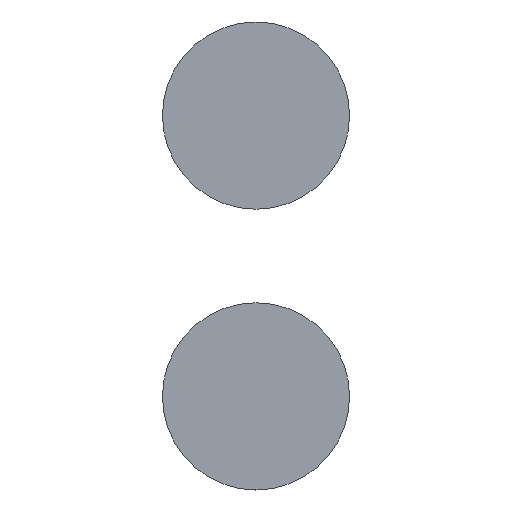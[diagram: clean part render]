
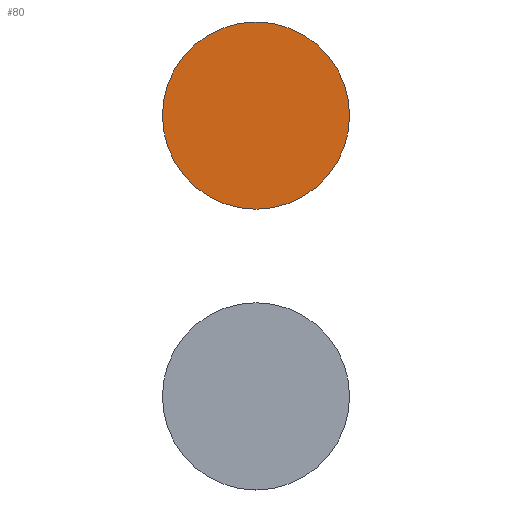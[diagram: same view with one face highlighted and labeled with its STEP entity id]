
A CAD part, top view. The second image highlights one B-rep face of the part: STEP entity #80.
In plain terms, the highlighted planar face has unit normal (0, 0, 1).
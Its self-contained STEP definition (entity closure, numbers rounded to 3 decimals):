
#31=PLANE('',#116);
#36=FACE_OUTER_BOUND('',#42,.T.);
#42=EDGE_LOOP('',(#69));
#51=CIRCLE('',#114,15.);
#55=VERTEX_POINT('',#167);
#59=EDGE_CURVE('',#55,#55,#51,.T.);
#69=ORIENTED_EDGE('',*,*,#59,.T.);
#80=ADVANCED_FACE('',(#36),#31,.T.);
#114=AXIS2_PLACEMENT_3D('',#168,#135,#136);
#116=AXIS2_PLACEMENT_3D('',#172,#140,#141);
#135=DIRECTION('center_axis',(0.,0.,1.));
#136=DIRECTION('ref_axis',(1.,0.,0.));
#140=DIRECTION('center_axis',(0.,0.,1.));
#141=DIRECTION('ref_axis',(1.,0.,0.));
#167=CARTESIAN_POINT('',(-15.,0.,1.));
#168=CARTESIAN_POINT('Origin',(0.,0.,1.));
#172=CARTESIAN_POINT('Origin',(0.,0.,1.));
